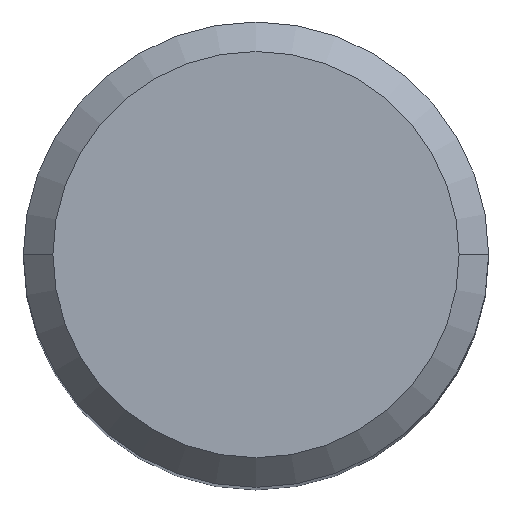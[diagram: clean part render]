
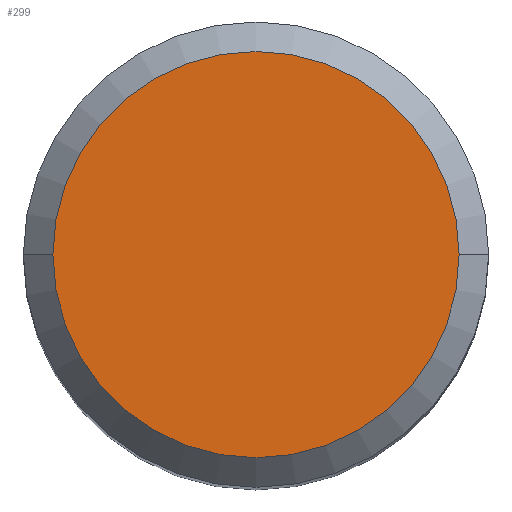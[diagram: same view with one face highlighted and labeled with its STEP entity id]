
A CAD part, top view. The second image highlights one B-rep face of the part: STEP entity #299.
In plain terms, the highlighted planar face has unit normal (0, 0, 1).
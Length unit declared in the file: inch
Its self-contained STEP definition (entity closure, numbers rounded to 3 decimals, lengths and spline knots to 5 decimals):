
#22 = DIRECTION ( 'NONE',  ( 1., 0., 0. ) ) ;
#29 = FACE_OUTER_BOUND ( 'NONE', #249, .T. ) ;
#30 = AXIS2_PLACEMENT_3D ( 'NONE', #458, #31, #423 ) ;
#31 = DIRECTION ( 'NONE',  ( 0., 0., -1. ) ) ;
#36 = CIRCLE ( 'NONE', #444, 0.1031 ) ;
#37 = CARTESIAN_POINT ( 'NONE',  ( 0., 0., 0. ) ) ;
#38 = VERTEX_POINT ( 'NONE', #82 ) ;
#58 = CARTESIAN_POINT ( 'NONE',  ( 0., 0., 0. ) ) ;
#82 = CARTESIAN_POINT ( 'NONE',  ( 0.1031, 0., 0. ) ) ;
#147 = ORIENTED_EDGE ( 'NONE', *, *, #218, .T. ) ;
#164 = CIRCLE ( 'NONE', #403, 0.1031 ) ;
#169 = PLANE ( 'NONE',  #30 ) ;
#180 = DIRECTION ( 'NONE',  ( 0., 0., 1. ) ) ;
#183 = ORIENTED_EDGE ( 'NONE', *, *, #325, .T. ) ;
#185 = VERTEX_POINT ( 'NONE', #201 ) ;
#201 = CARTESIAN_POINT ( 'NONE',  ( -0.1031, 0., 0. ) ) ;
#218 = EDGE_CURVE ( 'NONE', #38, #185, #164, .T. ) ;
#249 = EDGE_LOOP ( 'NONE', ( #183, #147 ) ) ;
#299 = ADVANCED_FACE ( 'NONE', ( #29 ), #169, .F. ) ;
#318 = DIRECTION ( 'NONE',  ( 1., 0., 0. ) ) ;
#325 = EDGE_CURVE ( 'NONE', #185, #38, #36, .T. ) ;
#381 = DIRECTION ( 'NONE',  ( 0., 0., 1. ) ) ;
#403 = AXIS2_PLACEMENT_3D ( 'NONE', #58, #381, #22 ) ;
#423 = DIRECTION ( 'NONE',  ( -1., 0., 0. ) ) ;
#444 = AXIS2_PLACEMENT_3D ( 'NONE', #37, #180, #318 ) ;
#458 = CARTESIAN_POINT ( 'NONE',  ( 0., 0.1031, 0. ) ) ;
